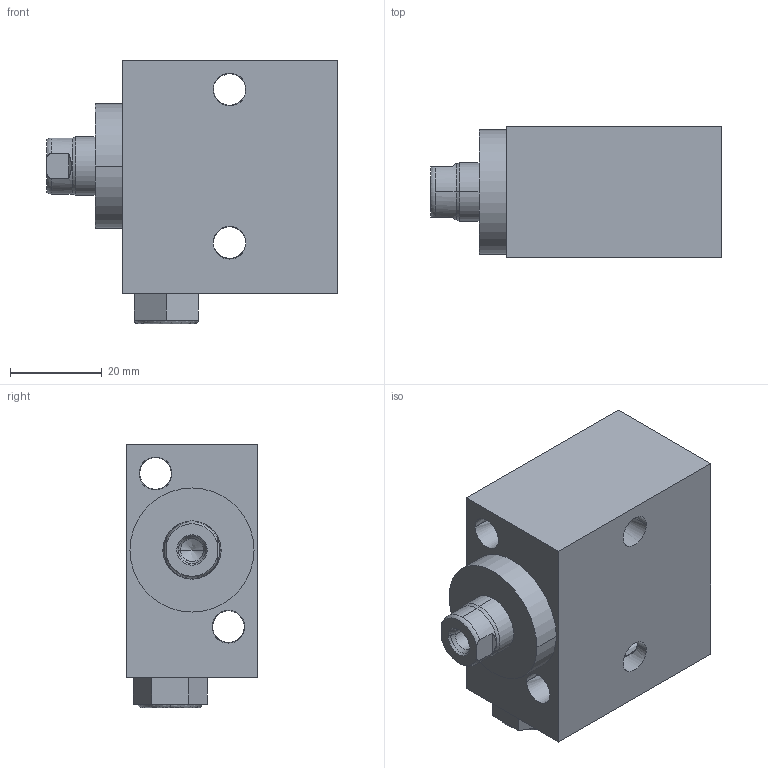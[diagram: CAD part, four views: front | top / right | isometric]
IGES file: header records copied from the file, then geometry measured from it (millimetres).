
Start section:  PTC IGES file: ilcm42011000.igs
Global section: file name: ilcm42011000.igs; native system: Creo Parametric by Parametric Technology Corporation; preprocessor: 2013320; author: ngp; organization: Unknown; date: 20180717.112741; units: millimetre
Bounding box: 63.3 x 28.57 x 57.33 mm (x, y, z)
Surface area: 15561.4 mm2 (no closed solid volume)
Topology: 0 solids, 0 shells, 83 faces, 542 edges, 668 vertices
Faces by surface type: revolution 52, bspline 31
